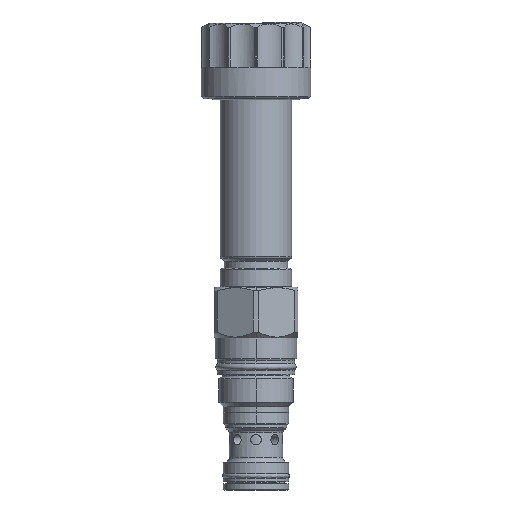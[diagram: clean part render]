
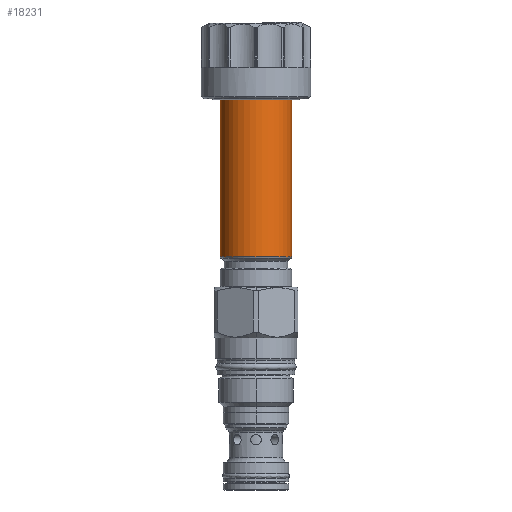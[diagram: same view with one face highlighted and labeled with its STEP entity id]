
A CAD part, front view. The second image highlights one B-rep face of the part: STEP entity #18231.
In plain terms, the highlighted cylindrical face has radius 9.5 mm (diameter 18.999 mm), a partial arc.
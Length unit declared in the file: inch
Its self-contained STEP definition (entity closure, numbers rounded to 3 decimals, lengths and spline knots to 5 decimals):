
#4446=CARTESIAN_POINT('',(0.,0.,4.58667));
#4447=DIRECTION('',(0.,0.,1.));
#4448=DIRECTION('',(-1.,0.,0.));
#4449=AXIS2_PLACEMENT_3D('',#4446,#4447,#4448);
#4456=DIRECTION('',(0.,0.,1.));
#4457=VECTOR('',#4456,2.14435);
#4458=CARTESIAN_POINT('',(-0.374,0.,2.44233));
#4459=LINE('',#4458,#4457);
#4460=DIRECTION('',(0.,0.,-1.));
#4461=VECTOR('',#4460,2.14435);
#4462=CARTESIAN_POINT('',(0.374,0.,4.58667));
#4463=LINE('',#4462,#4461);
#4492=CARTESIAN_POINT('',(0.,0.,2.44233));
#4493=DIRECTION('',(0.,0.,-1.));
#4494=DIRECTION('',(1.,0.,0.));
#4495=AXIS2_PLACEMENT_3D('',#4492,#4493,#4494);
#11202=CARTESIAN_POINT('',(0.374,0.,2.44233));
#11203=CARTESIAN_POINT('',(-0.374,0.,2.44233));
#11204=VERTEX_POINT('',#11202);
#11205=VERTEX_POINT('',#11203);
#11218=CARTESIAN_POINT('',(-0.374,0.,4.58667));
#11219=CARTESIAN_POINT('',(0.374,0.,4.58667));
#11220=VERTEX_POINT('',#11218);
#11221=VERTEX_POINT('',#11219);
#18217=CARTESIAN_POINT('',(0.,0.,3.08265));
#18218=DIRECTION('',(0.,0.,-1.));
#18219=DIRECTION('',(1.,0.,0.));
#18220=AXIS2_PLACEMENT_3D('',#18217,#18218,#18219);
#18221=CYLINDRICAL_SURFACE('',#18220,0.374);
#18223=ORIENTED_EDGE('',*,*,#18222,.T.);
#18224=ORIENTED_EDGE('',*,*,#18199,.T.);
#18226=ORIENTED_EDGE('',*,*,#18225,.T.);
#18228=ORIENTED_EDGE('',*,*,#18227,.T.);
#18229=EDGE_LOOP('',(#18223,#18224,#18226,#18228));
#18230=FACE_OUTER_BOUND('',#18229,.F.);
#18231=ADVANCED_FACE('',(#18230),#18221,.T.);
#4450=CIRCLE('',#4449,0.374);
#4496=CIRCLE('',#4495,0.374);
#18199=EDGE_CURVE('',#11220,#11221,#4450,.T.);
#18222=EDGE_CURVE('',#11205,#11220,#4459,.T.);
#18225=EDGE_CURVE('',#11221,#11204,#4463,.T.);
#18227=EDGE_CURVE('',#11204,#11205,#4496,.T.);
